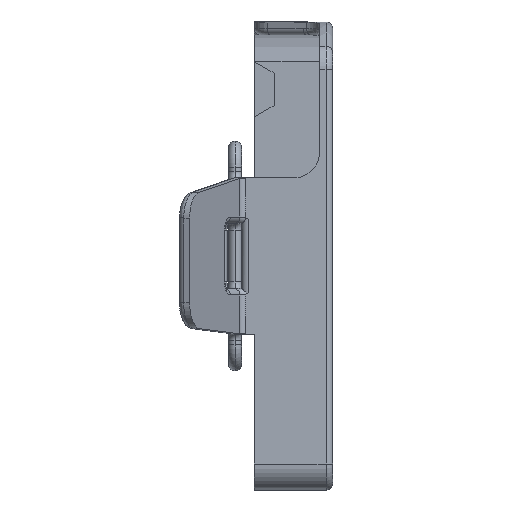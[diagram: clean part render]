
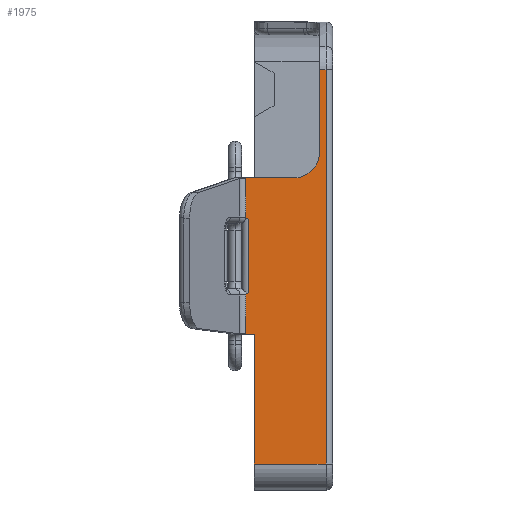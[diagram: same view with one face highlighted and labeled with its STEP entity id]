
A CAD part, left-side view. The second image highlights one B-rep face of the part: STEP entity #1975.
In plain terms, the highlighted planar face has unit normal (-1, 0, 0).
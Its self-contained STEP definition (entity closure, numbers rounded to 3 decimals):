
#185 = CARTESIAN_POINT ( 'NONE',  ( -10.5, 5.674, 6. ) ) ;
#209 = CARTESIAN_POINT ( 'NONE',  ( -10.5, 6., -6. ) ) ;
#356 = CIRCLE ( 'NONE', #12233, 2. ) ;
#425 = VERTEX_POINT ( 'NONE', #11218 ) ;
#464 = CARTESIAN_POINT ( 'NONE',  ( -10.5, 5.672, -2.998 ) ) ;
#934 = EDGE_CURVE ( 'NONE', #7413, #4765, #12192, .T. ) ;
#941 = VERTEX_POINT ( 'NONE', #185 ) ;
#1126 = DIRECTION ( 'NONE',  ( 0., 0., 1. ) ) ;
#1148 = ORIENTED_EDGE ( 'NONE', *, *, #6921, .T. ) ;
#1208 = EDGE_CURVE ( 'NONE', #8226, #6715, #10282, .T. ) ;
#1305 = CARTESIAN_POINT ( 'NONE',  ( -10.5, -0.5, -16. ) ) ;
#1347 = ORIENTED_EDGE ( 'NONE', *, *, #2442, .T. ) ;
#1528 = CARTESIAN_POINT ( 'NONE',  ( -10.5, -0.5, 14.344 ) ) ;
#1579 = DIRECTION ( 'NONE',  ( 0., -1., 0. ) ) ;
#1779 = B_SPLINE_CURVE_WITH_KNOTS ( 'NONE', 3,
 ( #8895, #11020, #2104, #10047, #10774, #12853, #5094 ),
 .UNSPECIFIED., .F., .F.,
 ( 4, 3, 4 ),
 ( 0., 0., 0. ),
 .UNSPECIFIED. ) ;
#1975 = ADVANCED_FACE ( 'NONE', ( #7924 ), #11887, .T. ) ;
#1997 = DIRECTION ( 'NONE',  ( 1., 0., 0. ) ) ;
#2104 = CARTESIAN_POINT ( 'NONE',  ( -10.5, 5.672, 2.998 ) ) ;
#2183 = LINE ( 'NONE', #209, #2701 ) ;
#2210 = EDGE_CURVE ( 'NONE', #7413, #11567, #7521, .T. ) ;
#2261 = CARTESIAN_POINT ( 'NONE',  ( -10.5, 5.674, -6. ) ) ;
#2262 = ORIENTED_EDGE ( 'NONE', *, *, #7314, .T. ) ;
#2323 = EDGE_CURVE ( 'NONE', #941, #8929, #3744, .T. ) ;
#2334 = LINE ( 'NONE', #9388, #5129 ) ;
#2408 = DIRECTION ( 'NONE',  ( 0., 0., 1. ) ) ;
#2410 = DIRECTION ( 'NONE',  ( 0., 0., 1. ) ) ;
#2442 = EDGE_CURVE ( 'NONE', #11567, #7691, #11988, .T. ) ;
#2463 = VECTOR ( 'NONE', #12070, 1000. ) ;
#2701 = VECTOR ( 'NONE', #4202, 1000. ) ;
#2768 = EDGE_CURVE ( 'NONE', #2962, #6982, #1779, .T. ) ;
#2846 = DIRECTION ( 'NONE',  ( 0., 0., 1. ) ) ;
#2962 = VERTEX_POINT ( 'NONE', #11540 ) ;
#3744 = LINE ( 'NONE', #8762, #8991 ) ;
#3841 = EDGE_LOOP ( 'NONE', ( #10703, #5495, #10833, #12633, #2262, #10532, #8621, #4559, #1347, #1148, #4835, #6378, #4924 ) ) ;
#3949 = LINE ( 'NONE', #10842, #8685 ) ;
#4006 = DIRECTION ( 'NONE',  ( -1., 0., 0. ) ) ;
#4008 = CARTESIAN_POINT ( 'NONE',  ( -10.5, 5.5, -2.831 ) ) ;
#4093 = CARTESIAN_POINT ( 'NONE',  ( -10.5, 0., 0. ) ) ;
#4132 = CARTESIAN_POINT ( 'NONE',  ( -10.5, 5.558, -2.885 ) ) ;
#4182 = VECTOR ( 'NONE', #2408, 1000. ) ;
#4197 = EDGE_CURVE ( 'NONE', #8226, #8929, #356, .T. ) ;
#4202 = DIRECTION ( 'NONE',  ( 0., 1., 0. ) ) ;
#4216 = LINE ( 'NONE', #2261, #7660 ) ;
#4559 = ORIENTED_EDGE ( 'NONE', *, *, #2210, .T. ) ;
#4703 = EDGE_CURVE ( 'NONE', #6982, #9220, #3949, .T. ) ;
#4765 = VERTEX_POINT ( 'NONE', #11030 ) ;
#4835 = ORIENTED_EDGE ( 'NONE', *, *, #1208, .F. ) ;
#4924 = ORIENTED_EDGE ( 'NONE', *, *, #2323, .F. ) ;
#5094 = CARTESIAN_POINT ( 'NONE',  ( -10.5, 5.5, 2.831 ) ) ;
#5129 = VECTOR ( 'NONE', #9192, 1000. ) ;
#5166 = CARTESIAN_POINT ( 'NONE',  ( -10.5, 6., 0. ) ) ;
#5171 = CARTESIAN_POINT ( 'NONE',  ( -10.5, 2., 6. ) ) ;
#5205 = VERTEX_POINT ( 'NONE', #8281 ) ;
#5362 = CARTESIAN_POINT ( 'NONE',  ( -10.5, 5.674, -3. ) ) ;
#5495 = ORIENTED_EDGE ( 'NONE', *, *, #2768, .T. ) ;
#5639 = CARTESIAN_POINT ( 'NONE',  ( -10.5, 0., 14.344 ) ) ;
#6378 = ORIENTED_EDGE ( 'NONE', *, *, #4197, .T. ) ;
#6392 = EDGE_CURVE ( 'NONE', #4765, #425, #2183, .T. ) ;
#6715 = VERTEX_POINT ( 'NONE', #5639 ) ;
#6921 = EDGE_CURVE ( 'NONE', #7691, #6715, #10246, .T. ) ;
#6982 = VERTEX_POINT ( 'NONE', #6996 ) ;
#6996 = CARTESIAN_POINT ( 'NONE',  ( -10.5, 5.5, 2.831 ) ) ;
#7314 = EDGE_CURVE ( 'NONE', #5205, #425, #4216, .T. ) ;
#7413 = VERTEX_POINT ( 'NONE', #8403 ) ;
#7521 = LINE ( 'NONE', #9730, #9188 ) ;
#7524 = CARTESIAN_POINT ( 'NONE',  ( -10.5, 5.671, -2.997 ) ) ;
#7660 = VECTOR ( 'NONE', #9374, 1000. ) ;
#7691 = VERTEX_POINT ( 'NONE', #1528 ) ;
#7722 = DIRECTION ( 'NONE',  ( 0., -1., 0. ) ) ;
#7924 = FACE_OUTER_BOUND ( 'NONE', #3841, .T. ) ;
#8226 = VERTEX_POINT ( 'NONE', #8479 ) ;
#8281 = CARTESIAN_POINT ( 'NONE',  ( -10.5, 5.674, -3. ) ) ;
#8403 = CARTESIAN_POINT ( 'NONE',  ( -10.5, 5.014, -16. ) ) ;
#8479 = CARTESIAN_POINT ( 'NONE',  ( -10.5, 0., 8. ) ) ;
#8621 = ORIENTED_EDGE ( 'NONE', *, *, #934, .F. ) ;
#8685 = VECTOR ( 'NONE', #9810, 1000. ) ;
#8762 = CARTESIAN_POINT ( 'NONE',  ( -10.5, 6., 6. ) ) ;
#8895 = CARTESIAN_POINT ( 'NONE',  ( -10.5, 5.674, 3. ) ) ;
#8929 = VERTEX_POINT ( 'NONE', #5171 ) ;
#8974 = EDGE_CURVE ( 'NONE', #9220, #5205, #11052, .T. ) ;
#8979 = CARTESIAN_POINT ( 'NONE',  ( -10.5, 2., 8. ) ) ;
#8991 = VECTOR ( 'NONE', #7722, 1000. ) ;
#9118 = VECTOR ( 'NONE', #12176, 1000. ) ;
#9188 = VECTOR ( 'NONE', #1579, 1000. ) ;
#9192 = DIRECTION ( 'NONE',  ( 0., 0., -1. ) ) ;
#9220 = VERTEX_POINT ( 'NONE', #11420 ) ;
#9326 = CARTESIAN_POINT ( 'NONE',  ( -10.5, -0.5, 0. ) ) ;
#9374 = DIRECTION ( 'NONE',  ( 0., 0., -1. ) ) ;
#9388 = CARTESIAN_POINT ( 'NONE',  ( -10.5, 5.674, 2.5 ) ) ;
#9413 = CARTESIAN_POINT ( 'NONE',  ( -10.5, 5.673, -2.999 ) ) ;
#9730 = CARTESIAN_POINT ( 'NONE',  ( -10.5, 6., -16. ) ) ;
#9810 = DIRECTION ( 'NONE',  ( 0., 0., -1. ) ) ;
#10047 = CARTESIAN_POINT ( 'NONE',  ( -10.5, 5.671, 2.997 ) ) ;
#10246 = LINE ( 'NONE', #12004, #2463 ) ;
#10282 = LINE ( 'NONE', #4093, #9118 ) ;
#10532 = ORIENTED_EDGE ( 'NONE', *, *, #6392, .F. ) ;
#10703 = ORIENTED_EDGE ( 'NONE', *, *, #12500, .T. ) ;
#10774 = CARTESIAN_POINT ( 'NONE',  ( -10.5, 5.615, 2.941 ) ) ;
#10833 = ORIENTED_EDGE ( 'NONE', *, *, #4703, .T. ) ;
#10842 = CARTESIAN_POINT ( 'NONE',  ( -10.5, 5.5, 0. ) ) ;
#11020 = CARTESIAN_POINT ( 'NONE',  ( -10.5, 5.673, 2.999 ) ) ;
#11026 = AXIS2_PLACEMENT_3D ( 'NONE', #5166, #4006, #1126 ) ;
#11030 = CARTESIAN_POINT ( 'NONE',  ( -10.5, 5.014, -6. ) ) ;
#11052 = B_SPLINE_CURVE_WITH_KNOTS ( 'NONE', 3,
 ( #4008, #4132, #11944, #7524, #464, #9413, #5362 ),
 .UNSPECIFIED., .F., .F.,
 ( 4, 3, 4 ),
 ( 0., 0., 0. ),
 .UNSPECIFIED. ) ;
#11081 = CARTESIAN_POINT ( 'NONE',  ( -10.5, 5.014, 0. ) ) ;
#11218 = CARTESIAN_POINT ( 'NONE',  ( -10.5, 5.674, -6. ) ) ;
#11420 = CARTESIAN_POINT ( 'NONE',  ( -10.5, 5.5, -2.831 ) ) ;
#11540 = CARTESIAN_POINT ( 'NONE',  ( -10.5, 5.674, 3. ) ) ;
#11567 = VERTEX_POINT ( 'NONE', #1305 ) ;
#11887 = PLANE ( 'NONE',  #11026 ) ;
#11944 = CARTESIAN_POINT ( 'NONE',  ( -10.5, 5.615, -2.941 ) ) ;
#11988 = LINE ( 'NONE', #9326, #4182 ) ;
#12004 = CARTESIAN_POINT ( 'NONE',  ( -10.5, 6., 14.344 ) ) ;
#12070 = DIRECTION ( 'NONE',  ( 0., 1., 0. ) ) ;
#12176 = DIRECTION ( 'NONE',  ( 0., 0., 1. ) ) ;
#12192 = LINE ( 'NONE', #11081, #12199 ) ;
#12199 = VECTOR ( 'NONE', #2410, 1000. ) ;
#12233 = AXIS2_PLACEMENT_3D ( 'NONE', #8979, #1997, #2846 ) ;
#12500 = EDGE_CURVE ( 'NONE', #941, #2962, #2334, .T. ) ;
#12633 = ORIENTED_EDGE ( 'NONE', *, *, #8974, .T. ) ;
#12853 = CARTESIAN_POINT ( 'NONE',  ( -10.5, 5.558, 2.885 ) ) ;
